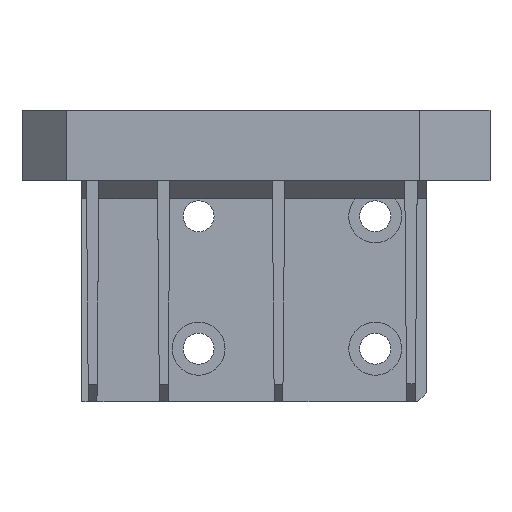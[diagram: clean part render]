
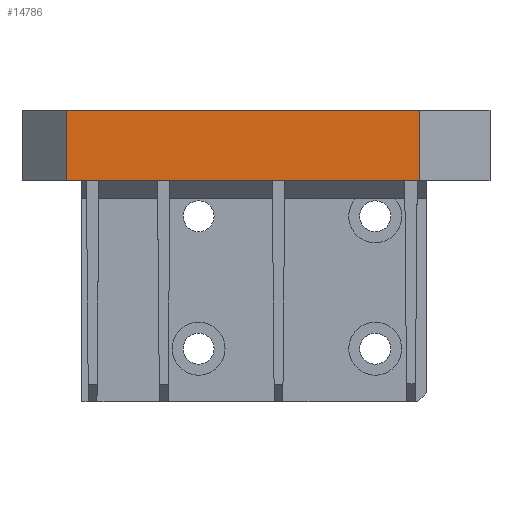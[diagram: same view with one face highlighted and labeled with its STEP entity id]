
A CAD part, front view. The second image highlights one B-rep face of the part: STEP entity #14786.
In plain terms, the highlighted planar face has unit normal (0, -1, 0).
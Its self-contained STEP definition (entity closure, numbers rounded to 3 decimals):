
#782 = CARTESIAN_POINT ( 'NONE',  ( -19., -21., 8. ) ) ;
#911 = VERTEX_POINT ( 'NONE', #13296 ) ;
#1920 = ORIENTED_EDGE ( 'NONE', *, *, #9292, .T. ) ;
#2374 = LINE ( 'NONE', #4813, #13095 ) ;
#2409 = VECTOR ( 'NONE', #9517, 1000. ) ;
#2963 = CARTESIAN_POINT ( 'NONE',  ( 21., -21., 8. ) ) ;
#3527 = ORIENTED_EDGE ( 'NONE', *, *, #11840, .T. ) ;
#3542 = VERTEX_POINT ( 'NONE', #15953 ) ;
#3583 = VECTOR ( 'NONE', #10172, 1000. ) ;
#3733 = DIRECTION ( 'NONE',  ( -1., 0., 0. ) ) ;
#3791 = CARTESIAN_POINT ( 'NONE',  ( -24., -21., 0. ) ) ;
#3807 = CARTESIAN_POINT ( 'NONE',  ( 21., -21., 8. ) ) ;
#4432 = LINE ( 'NONE', #782, #2409 ) ;
#4813 = CARTESIAN_POINT ( 'NONE',  ( -24., -21., 8. ) ) ;
#4873 = LINE ( 'NONE', #3807, #11779 ) ;
#5266 = CARTESIAN_POINT ( 'NONE',  ( -19., -21., 0. ) ) ;
#6247 = FACE_OUTER_BOUND ( 'NONE', #8834, .T. ) ;
#7937 = ORIENTED_EDGE ( 'NONE', *, *, #13832, .F. ) ;
#8834 = EDGE_LOOP ( 'NONE', ( #13520, #3527, #7937, #1920 ) ) ;
#9292 = EDGE_CURVE ( 'NONE', #911, #14398, #4432, .T. ) ;
#9517 = DIRECTION ( 'NONE',  ( 0., 0., -1. ) ) ;
#9710 = DIRECTION ( 'NONE',  ( 0., 1., 0. ) ) ;
#10018 = AXIS2_PLACEMENT_3D ( 'NONE', #11155, #9710, #3733 ) ;
#10172 = DIRECTION ( 'NONE',  ( 1., 0., 0. ) ) ;
#10590 = VERTEX_POINT ( 'NONE', #2963 ) ;
#10941 = DIRECTION ( 'NONE',  ( 1., 0., 0. ) ) ;
#11155 = CARTESIAN_POINT ( 'NONE',  ( -24., -21., 8. ) ) ;
#11779 = VECTOR ( 'NONE', #14629, 1000. ) ;
#11840 = EDGE_CURVE ( 'NONE', #3542, #10590, #4873, .T. ) ;
#12276 = PLANE ( 'NONE',  #10018 ) ;
#13095 = VECTOR ( 'NONE', #10941, 1000. ) ;
#13107 = EDGE_CURVE ( 'NONE', #14398, #3542, #13708, .T. ) ;
#13296 = CARTESIAN_POINT ( 'NONE',  ( -19., -21., 8. ) ) ;
#13520 = ORIENTED_EDGE ( 'NONE', *, *, #13107, .T. ) ;
#13708 = LINE ( 'NONE', #3791, #3583 ) ;
#13832 = EDGE_CURVE ( 'NONE', #911, #10590, #2374, .T. ) ;
#14398 = VERTEX_POINT ( 'NONE', #5266 ) ;
#14629 = DIRECTION ( 'NONE',  ( 0., 0., 1. ) ) ;
#14786 = ADVANCED_FACE ( 'NONE', ( #6247 ), #12276, .F. ) ;
#15953 = CARTESIAN_POINT ( 'NONE',  ( 21., -21., 0. ) ) ;
